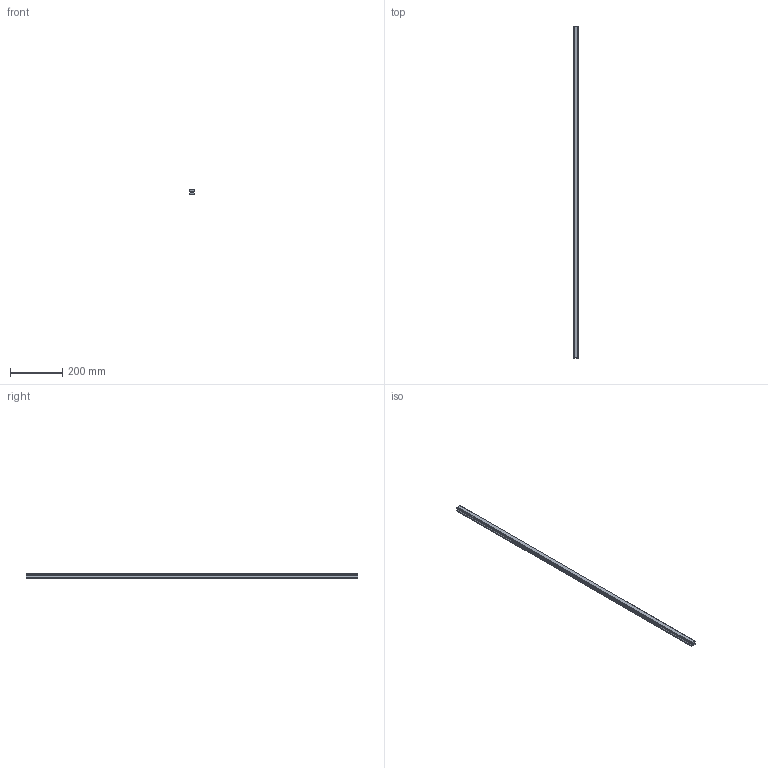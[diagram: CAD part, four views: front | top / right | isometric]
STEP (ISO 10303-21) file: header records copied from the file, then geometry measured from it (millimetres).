
FILE_DESCRIPTION(('STEP AP214'),'1');
FILE_NAME('cctmp_1A52ACE6-C147-40D0-82B6-5E12CC791896_2021_01_22_13_59_31_0387..stp','2021-01-22T12:59:31',('HIWIN GmbH'),('CADClick - www.CADClick.com'),'Spatial InterOp 3D',' ','unknown authorization');
FILE_SCHEMA(('AUTOMOTIVE_DESIGN'));
Length unit declared in the file: millimetre
Products named in the file (1): HGR20T1270C_FILE
Bounding box: 20 x 1270 x 17.5 mm (x, y, z)
Volume: 375134.5 mm3; surface area: 101533.4 mm2
Topology: 1 solids, 1 shells, 191 faces, 513 edges, 307 vertices
Faces by surface type: plane 85, cylinder 64, cone 42
Entity records: 7177 total; most frequent: DIRECTION 983, CARTESIAN_POINT 970, ORIENTED_EDGE 942, EDGE_CURVE 471, LINE 343, VECTOR 343, AXIS2_PLACEMENT_3D 320, VERTEX_POINT 307
